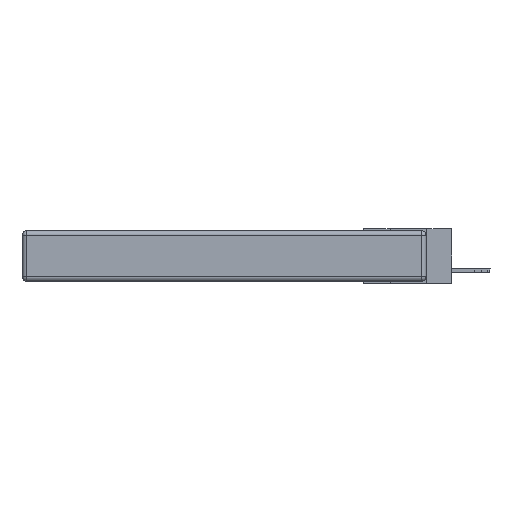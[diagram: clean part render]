
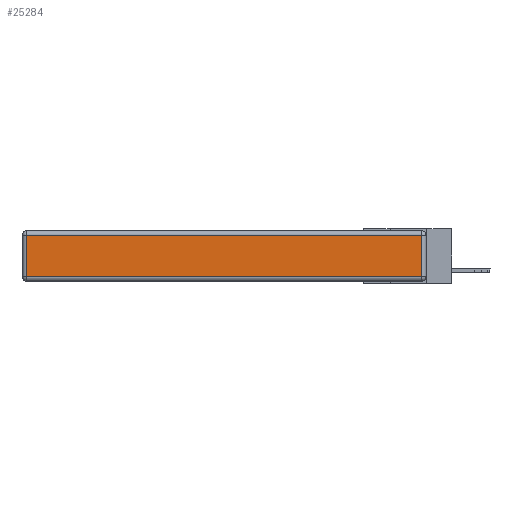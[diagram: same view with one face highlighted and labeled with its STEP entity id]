
A CAD part, left-side view. The second image highlights one B-rep face of the part: STEP entity #25284.
In plain terms, the highlighted planar face has unit normal (-1, 0, 0).
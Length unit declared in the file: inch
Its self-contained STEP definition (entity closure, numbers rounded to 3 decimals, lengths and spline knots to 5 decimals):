
#1061 = LINE ( 'NONE', #21768, #7826 ) ;
#1799 = CARTESIAN_POINT ( 'NONE',  ( 0., 2.72, -0.03 ) ) ;
#2406 = ORIENTED_EDGE ( 'NONE', *, *, #11596, .T. ) ;
#2805 = CARTESIAN_POINT ( 'NONE',  ( 0., 2.72, -0.343 ) ) ;
#4416 = VERTEX_POINT ( 'NONE', #24478 ) ;
#5474 = DIRECTION ( 'NONE',  ( 0., 0., 1. ) ) ;
#7039 = DIRECTION ( 'NONE',  ( 0., 0., 1. ) ) ;
#7621 = CARTESIAN_POINT ( 'NONE',  ( 0., 0.03, -0.343 ) ) ;
#7826 = VECTOR ( 'NONE', #9439, 39.37008 ) ;
#8977 = EDGE_CURVE ( 'NONE', #18873, #17564, #12781, .T. ) ;
#9439 = DIRECTION ( 'NONE',  ( 0., 1., 0. ) ) ;
#11399 = VERTEX_POINT ( 'NONE', #1799 ) ;
#11596 = EDGE_CURVE ( 'NONE', #11399, #4416, #23869, .T. ) ;
#11670 = FACE_OUTER_BOUND ( 'NONE', #19865, .T. ) ;
#12011 = VECTOR ( 'NONE', #22926, 39.37008 ) ;
#12072 = ORIENTED_EDGE ( 'NONE', *, *, #8977, .T. ) ;
#12781 = LINE ( 'NONE', #7621, #15993 ) ;
#12983 = VECTOR ( 'NONE', #21598, 39.37008 ) ;
#15993 = VECTOR ( 'NONE', #5474, 39.37008 ) ;
#17510 = DIRECTION ( 'NONE',  ( -1., 0., 0. ) ) ;
#17564 = VERTEX_POINT ( 'NONE', #19397 ) ;
#18788 = CARTESIAN_POINT ( 'NONE',  ( 0., 0., -0.313 ) ) ;
#18873 = VERTEX_POINT ( 'NONE', #24051 ) ;
#19097 = EDGE_CURVE ( 'NONE', #4416, #18873, #21005, .T. ) ;
#19397 = CARTESIAN_POINT ( 'NONE',  ( 0., 0.03, -0.03 ) ) ;
#19865 = EDGE_LOOP ( 'NONE', ( #20502, #12072, #23910, #2406 ) ) ;
#20502 = ORIENTED_EDGE ( 'NONE', *, *, #19097, .T. ) ;
#21005 = LINE ( 'NONE', #18788, #12011 ) ;
#21598 = DIRECTION ( 'NONE',  ( 0., 0., -1. ) ) ;
#21768 = CARTESIAN_POINT ( 'NONE',  ( 0., 2.75, -0.03 ) ) ;
#22910 = PLANE ( 'NONE',  #24879 ) ;
#22926 = DIRECTION ( 'NONE',  ( 0., -1., 0. ) ) ;
#23771 = EDGE_CURVE ( 'NONE', #17564, #11399, #1061, .T. ) ;
#23869 = LINE ( 'NONE', #2805, #12983 ) ;
#23910 = ORIENTED_EDGE ( 'NONE', *, *, #23771, .T. ) ;
#24051 = CARTESIAN_POINT ( 'NONE',  ( 0., 0.03, -0.313 ) ) ;
#24478 = CARTESIAN_POINT ( 'NONE',  ( 0., 2.72, -0.313 ) ) ;
#24879 = AXIS2_PLACEMENT_3D ( 'NONE', #24988, #17510, #7039 ) ;
#24988 = CARTESIAN_POINT ( 'NONE',  ( 0., 0., -0.343 ) ) ;
#25284 = ADVANCED_FACE ( 'NONE', ( #11670 ), #22910, .T. ) ;
